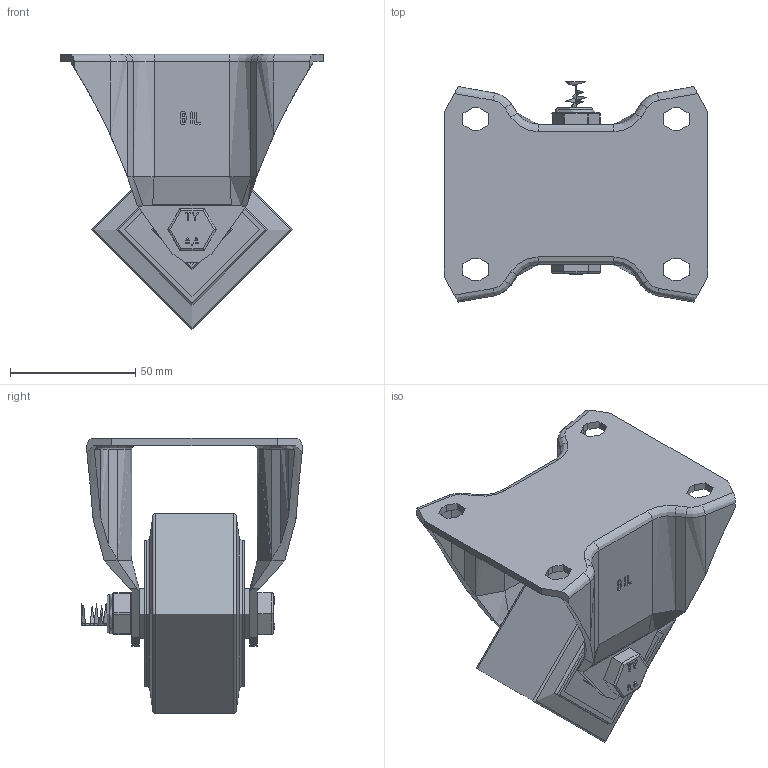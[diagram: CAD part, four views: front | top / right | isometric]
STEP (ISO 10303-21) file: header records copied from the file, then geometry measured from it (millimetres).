
FILE_DESCRIPTION(/* description */ (''),/* implementation_level */ '2;1');
FILE_NAME(/* name */ 'BZHF80ERBJ.step',/* time_stamp */ '2025-05-08T09:28:47+01:00',/* author */ (''),/* organization */ (''),/* preprocessor_version */ 'ST-DEVELOPER v20.1',/* originating_system */ 'Autodesk Translation Framework v14.4.0.0',/* authorisation */ '');
FILE_SCHEMA (('AUTOMOTIVE_DESIGN { 1 0 10303 214 3 1 1 }'));
Length unit declared in the file: millimetre
Products named in the file (28): BZHF80ERBJ; BZHF80AS - 44 v1; BZHF80AS v1 (1); BZHF80AS (1); ZINC PLATED, PRESSED STEEL BRACKET (1); BZH80WERBJM15 v1; 65 SHORE A ELASTIC RUBBER TYRE; ALUMINIUM RIM; BEARING6002; Pattern; BEARING6002 (1); Pattern (1); Component1; METAL; METAL2; MIDDLE; RUBBER; BEARING SPACER; TH15X2X10 v1; ZINC PLATED HEADED SPACER; TH15X2X10 v1 (1); ZINC PLATED HEADED SPACER (1); HEXBOLTM10X70Z8.8 v2; GRADE 8.8 THREADED ZINC PLATED BOLT; NYLOCM10Z v1; NYLOC NUT; RUBBER (1); NUT
Assembly tree (50 placements, depth 5):
  BZHF80ERBJ
    BZHF80AS - 44 v1
      BZHF80AS v1 (1)
        BZHF80AS (1)
        ZINC PLATED, PRESSED STEEL BRACKET (1)
    BZH80WERBJM15 v1
      65 SHORE A ELASTIC RUBBER TYRE
      ALUMINIUM RIM
      BEARING6002
        METAL
        METAL2
        Pattern
          Component1  x9
        MIDDLE
        RUBBER  x2
      BEARING6002 (1)
        Pattern (1)
          Component1  x9
        METAL
        METAL2
        MIDDLE
        RUBBER  x2
      BEARING SPACER
    TH15X2X10 v1
      ZINC PLATED HEADED SPACER
    TH15X2X10 v1 (1)
      ZINC PLATED HEADED SPACER (1)
    HEXBOLTM10X70Z8.8 v2
      GRADE 8.8 THREADED ZINC PLATED BOLT
    NYLOCM10Z v1
      NYLOC NUT
        RUBBER (1)
        NUT
Bounding box: 105 x 88 x 110 mm (x, y, z)
Volume: 231519.7 mm3; surface area: 94933.2 mm2
Topology: 37 solids, 37 shells, 1137 faces, 2862 edges, 1853 vertices
Faces by surface type: bspline 412, plane 396, cylinder 210, sphere 66, torus 31, cone 22
Full cylindrical faces by diameter (mm): 8.141 x18, 9.85 x19, 10 x3, 10.2 x2, 10.5 x2, 12 x2, 14.75 x2, 15 x3, 16 x2, 19 x3, 20 x6, 20.5 x4, 21.5 x4, 26.8 x4, 28 x3, 28.2 x8, 32 x4, 53.5 x2, 58.5 x2, 80 x1
Entity records: 26922 total; most frequent: CARTESIAN_POINT 12242, ORIENTED_EDGE 3046, DIRECTION 2589, EDGE_CURVE 1523, VERTEX_POINT 973, AXIS2_PLACEMENT_3D 967, EDGE_LOOP 719, LINE 655
